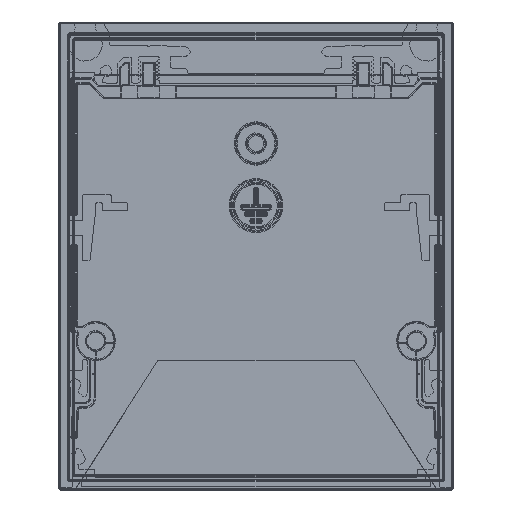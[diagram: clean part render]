
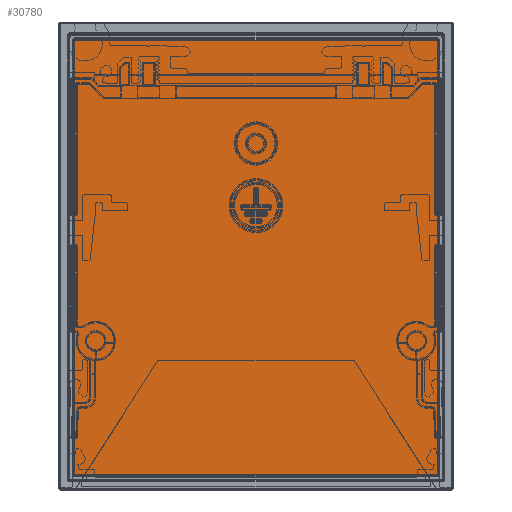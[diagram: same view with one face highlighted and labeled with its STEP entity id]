
A CAD part, front view. The second image highlights one B-rep face of the part: STEP entity #30780.
In plain terms, the highlighted planar face has unit normal (0, -1, 0).
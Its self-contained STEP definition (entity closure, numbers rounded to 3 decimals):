
#1374=PLANE('',#34055);
#4539=FACE_OUTER_BOUND('',#6317,.T.);
#6317=EDGE_LOOP('',(#26326,#26327,#26328,#26329,#26330,#26331,#26332,#26333));
#8285=LINE('',#54647,#10497);
#8544=LINE('',#57659,#10756);
#8546=LINE('',#57696,#10758);
#8548=LINE('',#57729,#10760);
#10497=VECTOR('',#40602,10.);
#10756=VECTOR('',#41791,10.);
#10758=VECTOR('',#41805,10.);
#10760=VECTOR('',#41815,10.);
#12525=CIRCLE('',#33572,0.001);
#12530=CIRCLE('',#33578,0.001);
#12745=CIRCLE('',#34045,0.001);
#12749=CIRCLE('',#34050,0.001);
#15036=VERTEX_POINT('',#54635);
#15038=VERTEX_POINT('',#54638);
#15040=VERTEX_POINT('',#54644);
#15042=VERTEX_POINT('',#54674);
#15351=VERTEX_POINT('',#57658);
#15352=VERTEX_POINT('',#57686);
#15354=VERTEX_POINT('',#57692);
#15356=VERTEX_POINT('',#57722);
#18593=EDGE_CURVE('',#15038,#15036,#12525,.T.);
#18597=EDGE_CURVE('',#15036,#15040,#8285,.T.);
#18600=EDGE_CURVE('',#15040,#15042,#12530,.T.);
#19181=EDGE_CURVE('',#15038,#15351,#8544,.T.);
#19185=EDGE_CURVE('',#15351,#15352,#12745,.T.);
#19188=EDGE_CURVE('',#15352,#15354,#8546,.T.);
#19191=EDGE_CURVE('',#15354,#15356,#12749,.T.);
#19193=EDGE_CURVE('',#15356,#15042,#8548,.T.);
#26326=ORIENTED_EDGE('',*,*,#19193,.F.);
#26327=ORIENTED_EDGE('',*,*,#19191,.F.);
#26328=ORIENTED_EDGE('',*,*,#19188,.F.);
#26329=ORIENTED_EDGE('',*,*,#19185,.F.);
#26330=ORIENTED_EDGE('',*,*,#19181,.F.);
#26331=ORIENTED_EDGE('',*,*,#18593,.T.);
#26332=ORIENTED_EDGE('',*,*,#18597,.T.);
#26333=ORIENTED_EDGE('',*,*,#18600,.T.);
#30780=ADVANCED_FACE('',(#4539),#1374,.F.);
#33572=AXIS2_PLACEMENT_3D('',#54639,#40592,#40593);
#33578=AXIS2_PLACEMENT_3D('',#54677,#40606,#40607);
#34045=AXIS2_PLACEMENT_3D('',#57690,#41798,#41799);
#34050=AXIS2_PLACEMENT_3D('',#57726,#41810,#41811);
#34055=AXIS2_PLACEMENT_3D('',#57736,#41825,#41826);
#40592=DIRECTION('center_axis',(0.,-1.,0.));
#40593=DIRECTION('ref_axis',(0.707,0.,-0.707));
#40602=DIRECTION('',(0.,0.,1.));
#40606=DIRECTION('center_axis',(0.,-1.,0.));
#40607=DIRECTION('ref_axis',(0.707,0.,0.707));
#41791=DIRECTION('',(-1.,0.,0.));
#41798=DIRECTION('center_axis',(0.,1.,0.));
#41799=DIRECTION('ref_axis',(-0.707,0.,-0.707));
#41805=DIRECTION('',(0.,0.,1.));
#41810=DIRECTION('center_axis',(0.,1.,0.));
#41811=DIRECTION('ref_axis',(-0.707,0.,0.707));
#41815=DIRECTION('',(1.,0.,0.));
#41825=DIRECTION('center_axis',(0.,1.,0.));
#41826=DIRECTION('ref_axis',(1.,0.,0.));
#54635=CARTESIAN_POINT('',(35.008,-1137.5,-77.507));
#54638=CARTESIAN_POINT('',(35.007,-1137.5,-77.508));
#54639=CARTESIAN_POINT('Origin',(35.007,-1137.5,-77.507));
#54644=CARTESIAN_POINT('',(35.008,-1137.5,6.507));
#54647=CARTESIAN_POINT('',(35.008,-1137.5,-14.4));
#54674=CARTESIAN_POINT('',(35.007,-1137.5,6.508));
#54677=CARTESIAN_POINT('Origin',(35.007,-1137.5,6.507));
#57658=CARTESIAN_POINT('',(-35.007,-1137.5,-77.508));
#57659=CARTESIAN_POINT('',(-17.6,-1137.5,-77.508));
#57686=CARTESIAN_POINT('',(-35.008,-1137.5,-77.507));
#57690=CARTESIAN_POINT('Origin',(-35.007,-1137.5,-77.507));
#57692=CARTESIAN_POINT('',(-35.008,-1137.5,6.507));
#57696=CARTESIAN_POINT('',(-35.008,-1137.5,-14.4));
#57722=CARTESIAN_POINT('',(-35.007,-1137.5,6.508));
#57726=CARTESIAN_POINT('Origin',(-35.007,-1137.5,6.507));
#57729=CARTESIAN_POINT('',(17.6,-1137.5,6.508));
#57736=CARTESIAN_POINT('Origin',(0.,-1137.5,-35.5));
